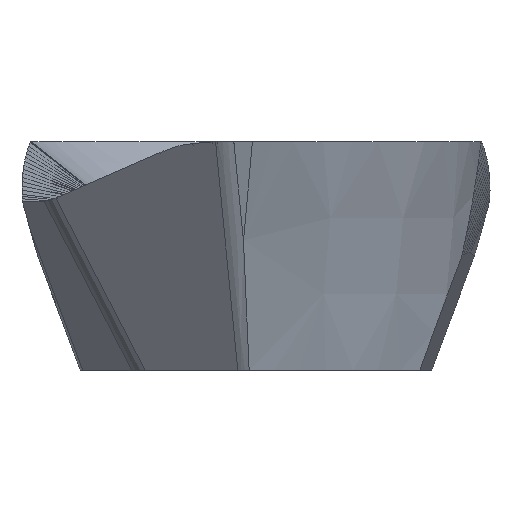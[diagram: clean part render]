
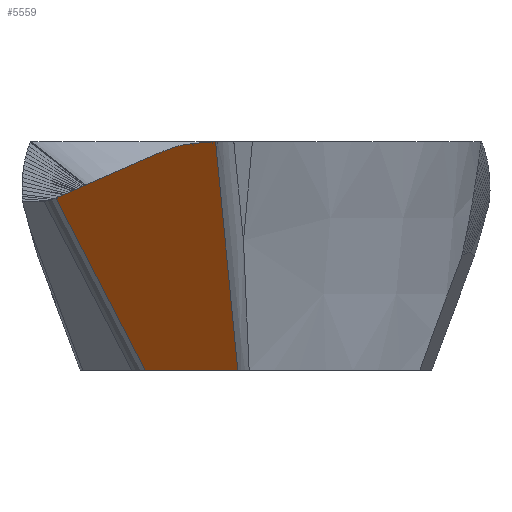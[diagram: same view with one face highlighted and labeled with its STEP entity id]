
A CAD part, left-side view. The second image highlights one B-rep face of the part: STEP entity #5559.
In plain terms, the highlighted planar face has unit normal (-0.814, 0.47, -0.342).
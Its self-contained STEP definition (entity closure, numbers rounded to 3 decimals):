
#968=CARTESIAN_POINT('',(-6.606,2.419,-5.));
#1630=CARTESIAN_POINT('',(-8.856,2.012,
-0.204));
#1631=CARTESIAN_POINT('',(-8.866,1.999,
-0.198));
#1632=CARTESIAN_POINT('',(-8.884,1.975,
-0.188));
#1633=CARTESIAN_POINT('',(-8.92,1.927,
-0.169));
#1634=CARTESIAN_POINT('',(-8.963,1.868,
-0.147));
#1635=CARTESIAN_POINT('',(-9.014,1.798,
-0.124));
#1636=CARTESIAN_POINT('',(-9.081,1.702,
-0.096));
#1637=CARTESIAN_POINT('',(-9.167,1.573,
-0.066));
#1638=CARTESIAN_POINT('',(-9.244,1.452,-0.05));
#1639=CARTESIAN_POINT('',(-9.286,1.385,
-0.044));
#1644=DIRECTION('',(0.522,0.85,-0.074));
#1645=VECTOR('',#1644,0.515);
#1646=CARTESIAN_POINT('',(-9.555,0.947,
-0.005));
#1647=LINE('',#1646,#1645);
#1651=CARTESIAN_POINT('',(-9.592,0.885,
-0.001));
#1652=CARTESIAN_POINT('',(-9.586,0.895,
-0.002));
#1653=CARTESIAN_POINT('',(-9.573,0.916,
-0.003));
#1654=CARTESIAN_POINT('',(-9.561,0.937,
-0.005));
#1655=CARTESIAN_POINT('',(-9.555,0.947,
-0.005));
#1660=DIRECTION('',(0.341,-0.091,-0.936));
#1661=VECTOR('',#1660,5.342);
#1662=CARTESIAN_POINT('',(-9.592,0.885,
-0.001));
#1663=LINE('',#1662,#1661);
#1667=DIRECTION('',(0.5,0.866,0.));
#1668=VECTOR('',#1667,2.334);
#1669=CARTESIAN_POINT('',(-7.773,0.397,-5.));
#1670=LINE('',#1669,#1668);
#1674=CARTESIAN_POINT('',(-7.072,4.356,
-1.229));
#1675=CARTESIAN_POINT('',(-7.069,4.361,
-1.231));
#1676=CARTESIAN_POINT('',(-7.065,4.366,
-1.233));
#1677=CARTESIAN_POINT('',(-7.061,4.371,
-1.235));
#1682=DIRECTION('',(0.572,0.752,-0.329));
#1683=VECTOR('',#1682,3.004);
#1684=CARTESIAN_POINT('',(-8.791,2.098,
-0.242));
#1685=LINE('',#1684,#1683);
#1689=DIRECTION('',(0.572,0.752,-0.329));
#1690=VECTOR('',#1689,0.115);
#1691=CARTESIAN_POINT('',(-8.856,2.012,
-0.204));
#1692=LINE('',#1691,#1690);
#2393=CARTESIAN_POINT('',(-7.773,0.397,-5.));
#2837=DIRECTION('',(0.107,-0.458,-0.883));
#2838=VECTOR('',#2837,4.265);
#2839=CARTESIAN_POINT('',(-7.061,4.371,
-1.235));
#2840=LINE('',#2839,#2838);
#3574=VERTEX_POINT('',#2393);
#3607=VERTEX_POINT('',#968);
#3628=VERTEX_POINT('',#1630);
#3629=VERTEX_POINT('',#1639);
#3766=CARTESIAN_POINT('',(-9.592,0.885,
-0.001));
#3767=VERTEX_POINT('',#3766);
#3850=CARTESIAN_POINT('',(-7.061,4.371,
-1.235));
#3851=VERTEX_POINT('',#3850);
#3852=CARTESIAN_POINT('',(-8.791,2.098,
-0.242));
#3853=VERTEX_POINT('',#3852);
#3854=CARTESIAN_POINT('',(-7.072,4.356,
-1.229));
#3855=VERTEX_POINT('',#3854);
#3886=CARTESIAN_POINT('',(-9.555,0.947,
-0.005));
#3887=VERTEX_POINT('',#3886);
#5539=CARTESIAN_POINT('',(-8.549,2.692,0.));
#5540=DIRECTION('',(0.814,-0.47,0.342));
#5541=DIRECTION('',(0.5,0.866,0.));
#5542=AXIS2_PLACEMENT_3D('',#5539,#5540,#5541);
#5543=PLANE('',#5542);
#5544=ORIENTED_EDGE('',*,*,#5530,.T.);
#5546=ORIENTED_EDGE('',*,*,#5545,.F.);
#5548=ORIENTED_EDGE('',*,*,#5547,.F.);
#5550=ORIENTED_EDGE('',*,*,#5549,.T.);
#5551=ORIENTED_EDGE('',*,*,#4546,.T.);
#5553=ORIENTED_EDGE('',*,*,#5552,.F.);
#5554=ORIENTED_EDGE('',*,*,#5367,.F.);
#5555=ORIENTED_EDGE('',*,*,#5441,.F.);
#5556=ORIENTED_EDGE('',*,*,#5475,.F.);
#5557=EDGE_LOOP('',(#5544,#5546,#5548,#5550,#5551,#5553,#5554,#5555,#5556));
#5558=FACE_OUTER_BOUND('',#5557,.F.);
#1640=B_SPLINE_CURVE_WITH_KNOTS('',3,(#1630,#1631,#1632,#1633,#1634,#1635,#1636,
#1637,#1638,#1639),.UNSPECIFIED.,.F.,.F.,(4,1,1,1,1,1,1,4),(0.,0.063,
0.125,0.25,0.375,0.5,0.75,1.),.UNSPECIFIED.);
#1656=B_SPLINE_CURVE_WITH_KNOTS('',3,(#1651,#1652,#1653,#1654,#1655),
.UNSPECIFIED.,.F.,.F.,(4,1,4),(0.,0.5,1.),.UNSPECIFIED.);
#1678=B_SPLINE_CURVE_WITH_KNOTS('',3,(#1674,#1675,#1676,#1677),.UNSPECIFIED.,
.F.,.F.,(4,4),(0.,1.),.UNSPECIFIED.);
#4546=EDGE_CURVE('',#3574,#3607,#1670,.T.);
#5367=EDGE_CURVE('',#3855,#3851,#1678,.T.);
#5441=EDGE_CURVE('',#3853,#3855,#1685,.T.);
#5475=EDGE_CURVE('',#3628,#3853,#1692,.T.);
#5530=EDGE_CURVE('',#3628,#3629,#1640,.T.);
#5545=EDGE_CURVE('',#3887,#3629,#1647,.T.);
#5547=EDGE_CURVE('',#3767,#3887,#1656,.T.);
#5549=EDGE_CURVE('',#3767,#3574,#1663,.T.);
#5552=EDGE_CURVE('',#3851,#3607,#2840,.T.);
#5559=ADVANCED_FACE('',(#5558),#5543,.F.);
